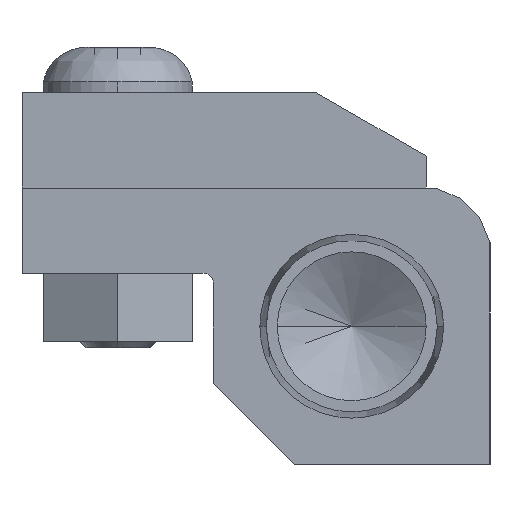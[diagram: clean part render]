
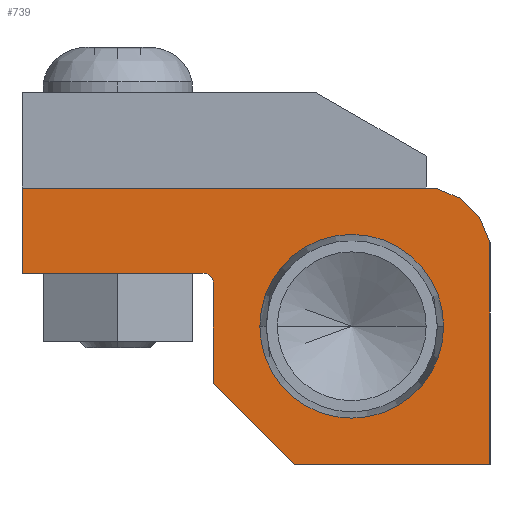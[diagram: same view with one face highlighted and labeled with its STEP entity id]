
A CAD part, left-side view. The second image highlights one B-rep face of the part: STEP entity #739.
In plain terms, the highlighted planar face has unit normal (-1, 0, 0).
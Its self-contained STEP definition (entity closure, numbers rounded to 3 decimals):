
#739=ADVANCED_FACE('',(#1744,#1745),#1746,.T.);
#1744=FACE_OUTER_BOUND('',#6463,.T.);
#1745=FACE_BOUND('',#6464,.T.);
#1746=PLANE('',#6465);
#6463=EDGE_LOOP('',(#9223,#9224,#9225,#9226,#9227,#9228,#9229,#9230,#9231,#9232,#9233,#9234));
#6464=EDGE_LOOP('',(#9235,#9236));
#6465=AXIS2_PLACEMENT_3D('',#9237,#9238,#9239);
#9223=ORIENTED_EDGE('',*,*,#10304,.F.);
#9224=ORIENTED_EDGE('',*,*,#10334,.F.);
#9225=ORIENTED_EDGE('',*,*,#10331,.F.);
#9226=ORIENTED_EDGE('',*,*,#10328,.F.);
#9227=ORIENTED_EDGE('',*,*,#10325,.F.);
#9228=ORIENTED_EDGE('',*,*,#10322,.F.);
#9229=ORIENTED_EDGE('',*,*,#10319,.F.);
#9230=ORIENTED_EDGE('',*,*,#10316,.F.);
#9231=ORIENTED_EDGE('',*,*,#10313,.F.);
#9232=ORIENTED_EDGE('',*,*,#10204,.F.);
#9233=ORIENTED_EDGE('',*,*,#10312,.F.);
#9234=ORIENTED_EDGE('',*,*,#10308,.F.);
#9235=ORIENTED_EDGE('',*,*,#10277,.T.);
#9236=ORIENTED_EDGE('',*,*,#10260,.T.);
#9237=CARTESIAN_POINT('',(-1588.198,-194.804,-8.193));
#9238=DIRECTION('',(-1.0,0.0,0.0));
#9239=DIRECTION('',(0.0,0.0,1.0));
#10204=EDGE_CURVE('',#11911,#11914,#11915,.T.);
#10260=EDGE_CURVE('',#12026,#12023,#12027,.T.);
#10277=EDGE_CURVE('',#12023,#12026,#12051,.T.);
#10304=EDGE_CURVE('',#12078,#12079,#12080,.T.);
#10308=EDGE_CURVE('',#12079,#12086,#12087,.T.);
#10312=EDGE_CURVE('',#12086,#11911,#12092,.T.);
#10313=EDGE_CURVE('',#11914,#12093,#12094,.T.);
#10316=EDGE_CURVE('',#12093,#12098,#12099,.T.);
#10319=EDGE_CURVE('',#12098,#12103,#12104,.T.);
#10322=EDGE_CURVE('',#12103,#12108,#12109,.T.);
#10325=EDGE_CURVE('',#12108,#12113,#12114,.T.);
#10328=EDGE_CURVE('',#12113,#12118,#12119,.T.);
#10331=EDGE_CURVE('',#12118,#12123,#12124,.T.);
#10334=EDGE_CURVE('',#12123,#12078,#12128,.T.);
#11911=VERTEX_POINT('',#14608);
#11914=VERTEX_POINT('',#14612);
#11915=CIRCLE('',#14613,0.787);
#12023=VERTEX_POINT('',#14748);
#12026=VERTEX_POINT('',#14752);
#12027=CIRCLE('',#14753,6.858);
#12051=CIRCLE('',#14783,6.858);
#12078=VERTEX_POINT('',#14810);
#12079=VERTEX_POINT('',#14811);
#12080=LINE('',#14812,#14813);
#12086=VERTEX_POINT('',#14822);
#12087=LINE('',#14823,#14824);
#12092=CIRCLE('',#14831,0.787);
#12093=VERTEX_POINT('',#14832);
#12094=LINE('',#14833,#14834);
#12098=VERTEX_POINT('',#14840);
#12099=LINE('',#14841,#14842);
#12103=VERTEX_POINT('',#14848);
#12104=LINE('',#14849,#14850);
#12108=VERTEX_POINT('',#14856);
#12109=LINE('',#14857,#14858);
#12113=VERTEX_POINT('',#14864);
#12114=LINE('',#14865,#14866);
#12118=VERTEX_POINT('',#14872);
#12119=LINE('',#14873,#14874);
#12123=VERTEX_POINT('',#14880);
#12124=LINE('',#14881,#14882);
#12128=LINE('',#14888,#14889);
#14608=CARTESIAN_POINT('',(-1588.198,-189.631,-6.576));
#14612=CARTESIAN_POINT('',(-1588.198,-189.074,-6.345));
#14613=AXIS2_PLACEMENT_3D('',#16337,#16338,#16339);
#14748=CARTESIAN_POINT('',(-1588.198,-193.322,-10.319));
#14752=CARTESIAN_POINT('',(-1588.198,-207.038,-10.319));
#14753=AXIS2_PLACEMENT_3D('',#16449,#16450,#16451);
#14783=AXIS2_PLACEMENT_3D('',#16487,#16488,#16489);
#14810=CARTESIAN_POINT('',(-1588.198,-195.908,-20.638));
#14811=CARTESIAN_POINT('',(-1588.198,-189.862,-14.591));
#14812=CARTESIAN_POINT('',(-1588.198,-195.908,-20.638));
#14813=VECTOR('',#16568,8.551);
#14822=CARTESIAN_POINT('',(-1588.198,-189.862,-7.132));
#14823=CARTESIAN_POINT('',(-1588.198,-189.862,-14.591));
#14824=VECTOR('',#16572,7.459);
#14831=AXIS2_PLACEMENT_3D('',#16578,#16579,#16580);
#14832=CARTESIAN_POINT('',(-1588.198,-175.574,-6.345));
#14833=CARTESIAN_POINT('',(-1588.198,-189.074,-6.345));
#14834=VECTOR('',#16581,13.5);
#14840=CARTESIAN_POINT('',(-1588.198,-175.574,0.));
#14841=CARTESIAN_POINT('',(-1588.198,-175.574,-6.345));
#14842=VECTOR('',#16584,6.345);
#14848=CARTESIAN_POINT('',(-1588.198,-206.425,0.));
#14849=CARTESIAN_POINT('',(-1588.198,-175.574,0.));
#14850=VECTOR('',#16587,30.851);
#14856=CARTESIAN_POINT('',(-1588.198,-208.285,-0.77));
#14857=CARTESIAN_POINT('',(-1588.198,-206.425,0.));
#14858=VECTOR('',#16590,2.013);
#14864=CARTESIAN_POINT('',(-1588.198,-209.721,-2.207));
#14865=CARTESIAN_POINT('',(-1588.198,-208.285,-0.77));
#14866=VECTOR('',#16593,2.032);
#14872=CARTESIAN_POINT('',(-1588.198,-210.499,-4.084));
#14873=CARTESIAN_POINT('',(-1588.198,-209.721,-2.207));
#14874=VECTOR('',#16596,2.032);
#14880=CARTESIAN_POINT('',(-1588.198,-210.499,-20.638));
#14881=CARTESIAN_POINT('',(-1588.198,-210.499,-4.084));
#14882=VECTOR('',#16599,16.553);
#14888=CARTESIAN_POINT('',(-1588.198,-210.499,-20.638));
#14889=VECTOR('',#16602,14.591);
#16337=CARTESIAN_POINT('',(-1588.198,-189.074,-7.132));
#16338=DIRECTION('',(-1.0,0.,0.));
#16339=DIRECTION('',(0.,-0.707,0.707));
#16449=CARTESIAN_POINT('',(-1588.198,-200.18,-10.319));
#16450=DIRECTION('',(1.0,0.0,0.0));
#16451=DIRECTION('',(0.0,1.0,0.0));
#16487=CARTESIAN_POINT('',(-1588.198,-200.18,-10.319));
#16488=DIRECTION('',(1.0,0.0,0.0));
#16489=DIRECTION('',(0.0,1.0,0.0));
#16568=DIRECTION('',(0.0,0.707,0.707));
#16572=DIRECTION('',(0.0,0.0,1.0));
#16578=CARTESIAN_POINT('',(-1588.198,-189.074,-7.132));
#16579=DIRECTION('',(-1.0,0.,0.));
#16580=DIRECTION('',(0.,-0.707,0.707));
#16581=DIRECTION('',(0.0,1.0,0.0));
#16584=DIRECTION('',(0.0,0.0,1.0));
#16587=DIRECTION('',(0.0,-1.0,0.0));
#16590=DIRECTION('',(0.0,-0.924,-0.383));
#16593=DIRECTION('',(0.0,-0.707,-0.707));
#16596=DIRECTION('',(0.0,-0.383,-0.924));
#16599=DIRECTION('',(0.0,0.0,-1.0));
#16602=DIRECTION('',(0.0,1.0,0.0));
